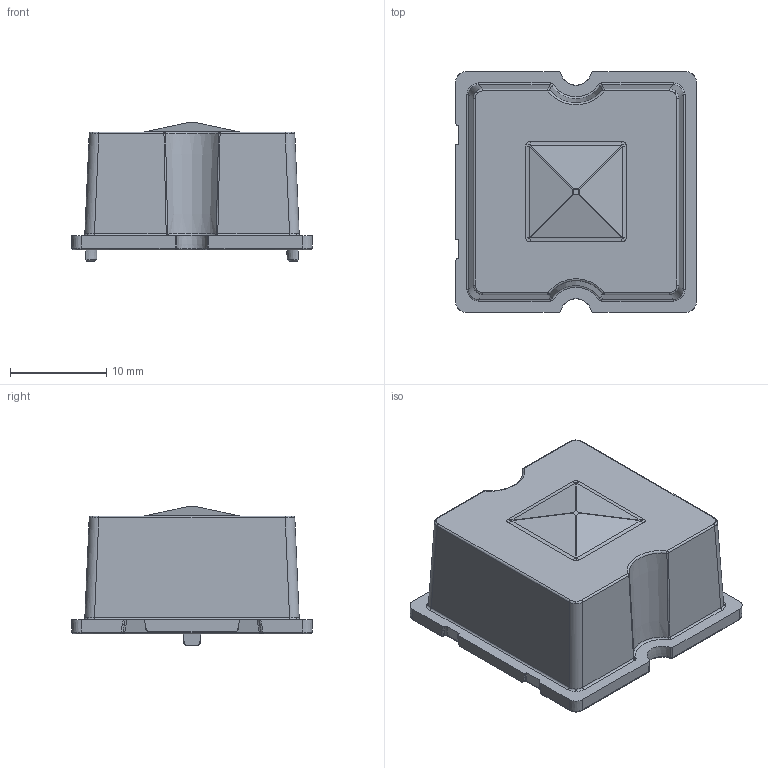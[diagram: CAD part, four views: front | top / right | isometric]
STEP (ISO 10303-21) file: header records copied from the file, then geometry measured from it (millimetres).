
FILE_DESCRIPTION (( 'STEP AP214' ), '1' );
FILE_NAME ('ﾀﾌﾒ-HB-25x25-5050-60 ﾃﾌ.STEP', '2023-04-17T13:16:20', ( '' ), ( '' ), 'SwSTEP 2.0', 'SolidWorks 2019', '' );
FILE_SCHEMA (( 'AUTOMOTIVE_DESIGN' ));
Length unit declared in the file: millimetre
Products named in the file (1): ﾀﾌﾒ-HB-25x25-5050-60 ﾃﾌ
Bounding box: 25 x 25 x 14.46 mm (x, y, z)
Volume: 4374.6 mm3; surface area: 3059.5 mm2
Topology: 1 solids, 1 shells, 272 faces, 642 edges, 374 vertices
Faces by surface type: bspline 94, cylinder 83, plane 50, cone 22, torus 15, sphere 8
Entity records: 9740 total; most frequent: CARTESIAN_POINT 4294, ORIENTED_EDGE 1276, DIRECTION 989, EDGE_CURVE 638, AXIS2_PLACEMENT_3D 392, VERTEX_POINT 374, EDGE_LOOP 278, ADVANCED_FACE 272
